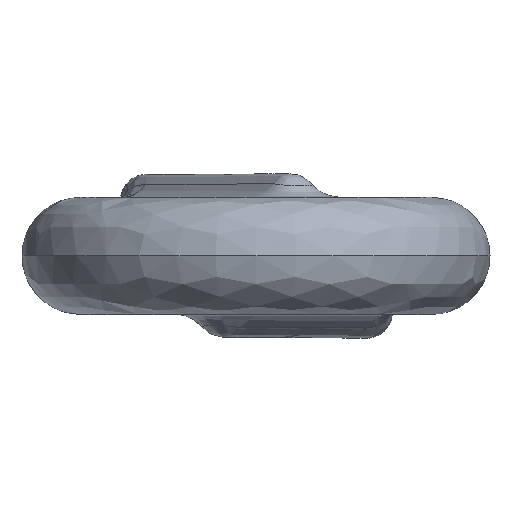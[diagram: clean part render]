
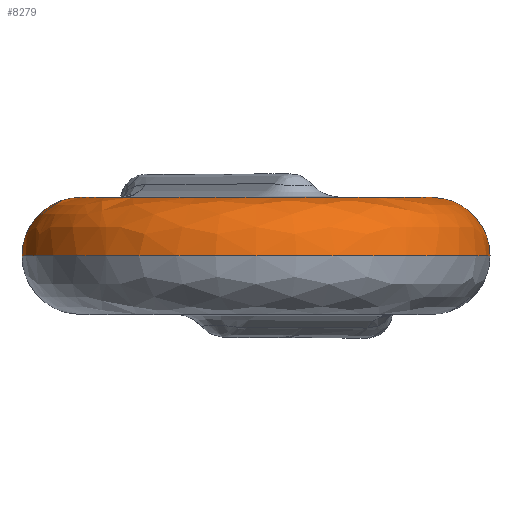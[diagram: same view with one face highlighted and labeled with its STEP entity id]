
A CAD part, top view. The second image highlights one B-rep face of the part: STEP entity #8279.
In plain terms, the highlighted free-form (B-spline) face has degree [3, 3] with [4, 4] control points.
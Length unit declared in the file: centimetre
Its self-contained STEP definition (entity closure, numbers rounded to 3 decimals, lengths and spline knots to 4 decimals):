
#137 = DIRECTION ( 'NONE',  ( 1., 0., 0. ) ) ;
#232 = CARTESIAN_POINT ( 'NONE',  ( -0.6, 0.2, 2.6834 ) ) ;
#390 = CARTESIAN_POINT ( 'NONE',  ( 0., 0., 1.4834 ) ) ;
#622 = CARTESIAN_POINT ( 'NONE',  ( 0.6, 0.2, 2.6834 ) ) ;
#855 = CARTESIAN_POINT ( 'NONE',  ( -0.7172, 0.2, 1.4834 ) ) ;
#986 = CARTESIAN_POINT ( 'NONE',  ( 0.6, 0.2, 2.6834 ) ) ;
#1004 = EDGE_LOOP ( 'NONE', ( #3862, #8761, #3116, #8552 ) ) ;
#1338 =( BOUNDED_SURFACE ( )  B_SPLINE_SURFACE ( 3, 3, ( 
 ( #6984, #232, #986, #5694 ),
 ( #855, #4224, #6448, #6403 ),
 ( #2288, #4897, #8357, #3591 ),
 ( #1491, #6271, #7653, #6316 ) ),
 .UNSPECIFIED., .F., .F., .T. ) 
 B_SPLINE_SURFACE_WITH_KNOTS ( ( 4, 4 ),
 ( 4, 4 ),
 ( 0., 1. ),
 ( 0., 1. ),
 .UNSPECIFIED. ) 
 GEOMETRIC_REPRESENTATION_ITEM ( )  RATIONAL_B_SPLINE_SURFACE ( (
 ( 1., 0.333, 0.333, 1.),
 ( 0.805, 0.268, 0.268, 0.805),
 ( 0.805, 0.268, 0.268, 0.805),
 ( 1., 0.333, 0.333, 1.) ) ) 
 REPRESENTATION_ITEM ( '' )  SURFACE ( )  );
#1386 = CARTESIAN_POINT ( 'NONE',  ( -0.6, 0.2, 1.4834 ) ) ;
#1435 = CARTESIAN_POINT ( 'NONE',  ( -0.8, 0., 1.4834 ) ) ;
#1491 = CARTESIAN_POINT ( 'NONE',  ( -0.8, 0., 1.4834 ) ) ;
#1684 =( BOUNDED_CURVE ( )  B_SPLINE_CURVE ( 3, ( #2058, #622, #8087, #1386 ),
 .UNSPECIFIED., .F., .F. ) 
 B_SPLINE_CURVE_WITH_KNOTS ( ( 4, 4 ),
 ( 0.3292, 0.8787 ),
 .UNSPECIFIED. ) 
 CURVE ( )  GEOMETRIC_REPRESENTATION_ITEM ( )  RATIONAL_B_SPLINE_CURVE ( ( 1., 0.333, 0.333, 1. ) ) 
 REPRESENTATION_ITEM ( '' )  );
#1945 = DIRECTION ( 'NONE',  ( -1., 0., 0. ) ) ;
#1990 = DIRECTION ( 'NONE',  ( 0., 0., 1. ) ) ;
#2058 = CARTESIAN_POINT ( 'NONE',  ( 0.6, 0.2, 1.4834 ) ) ;
#2288 = CARTESIAN_POINT ( 'NONE',  ( -0.8, 0.1171, 1.4834 ) ) ;
#2810 = AXIS2_PLACEMENT_3D ( 'NONE', #4749, #7774, #137 ) ;
#3099 = CIRCLE ( 'NONE', #2810, 0.2 ) ;
#3116 = ORIENTED_EDGE ( 'NONE', *, *, #3923, .T. ) ;
#3124 = DIRECTION ( 'NONE',  ( 0., 1., 0. ) ) ;
#3295 = CARTESIAN_POINT ( 'NONE',  ( 0.8, 0., 1.4834 ) ) ;
#3591 = CARTESIAN_POINT ( 'NONE',  ( 0.8, 0.1171, 1.4834 ) ) ;
#3700 = CIRCLE ( 'NONE', #5139, 0.8 ) ;
#3862 = ORIENTED_EDGE ( 'NONE', *, *, #8583, .T. ) ;
#3923 = EDGE_CURVE ( 'NONE', #8602, #5802, #3700, .T. ) ;
#4224 = CARTESIAN_POINT ( 'NONE',  ( -0.7172, 0.2, 2.9177 ) ) ;
#4265 = FACE_OUTER_BOUND ( 'NONE', #1004, .T. ) ;
#4396 = CARTESIAN_POINT ( 'NONE',  ( -0.6, 0.2, 1.4834 ) ) ;
#4547 = VERTEX_POINT ( 'NONE', #5507 ) ;
#4749 = CARTESIAN_POINT ( 'NONE',  ( 0.6, 0., 1.4834 ) ) ;
#4857 = EDGE_CURVE ( 'NONE', #8025, #8602, #6695, .T. ) ;
#4897 = CARTESIAN_POINT ( 'NONE',  ( -0.8, 0.1171, 3.0834 ) ) ;
#5139 = AXIS2_PLACEMENT_3D ( 'NONE', #390, #3124, #5852 ) ;
#5507 = CARTESIAN_POINT ( 'NONE',  ( 0.6, 0.2, 1.4834 ) ) ;
#5694 = CARTESIAN_POINT ( 'NONE',  ( 0.6, 0.2, 1.4834 ) ) ;
#5802 = VERTEX_POINT ( 'NONE', #3295 ) ;
#5852 = DIRECTION ( 'NONE',  ( 1., 0., 0. ) ) ;
#6271 = CARTESIAN_POINT ( 'NONE',  ( -0.8, 0., 3.0834 ) ) ;
#6316 = CARTESIAN_POINT ( 'NONE',  ( 0.8, 0., 1.4834 ) ) ;
#6403 = CARTESIAN_POINT ( 'NONE',  ( 0.7172, 0.2, 1.4834 ) ) ;
#6448 = CARTESIAN_POINT ( 'NONE',  ( 0.7172, 0.2, 2.9177 ) ) ;
#6695 = CIRCLE ( 'NONE', #8257, 0.2 ) ;
#6984 = CARTESIAN_POINT ( 'NONE',  ( -0.6, 0.2, 1.4834 ) ) ;
#7653 = CARTESIAN_POINT ( 'NONE',  ( 0.8, 0., 3.0834 ) ) ;
#7774 = DIRECTION ( 'NONE',  ( 0., 0., -1. ) ) ;
#8025 = VERTEX_POINT ( 'NONE', #4396 ) ;
#8087 = CARTESIAN_POINT ( 'NONE',  ( -0.6, 0.2, 2.6834 ) ) ;
#8104 = CARTESIAN_POINT ( 'NONE',  ( -0.6, 0., 1.4834 ) ) ;
#8257 = AXIS2_PLACEMENT_3D ( 'NONE', #8104, #1990, #1945 ) ;
#8279 = ADVANCED_FACE ( 'NONE', ( #4265 ), #1338, .T. ) ;
#8357 = CARTESIAN_POINT ( 'NONE',  ( 0.8, 0.1171, 3.0834 ) ) ;
#8552 = ORIENTED_EDGE ( 'NONE', *, *, #8743, .F. ) ;
#8583 = EDGE_CURVE ( 'NONE', #4547, #8025, #1684, .T. ) ;
#8602 = VERTEX_POINT ( 'NONE', #1435 ) ;
#8743 = EDGE_CURVE ( 'NONE', #4547, #5802, #3099, .T. ) ;
#8761 = ORIENTED_EDGE ( 'NONE', *, *, #4857, .T. ) ;
